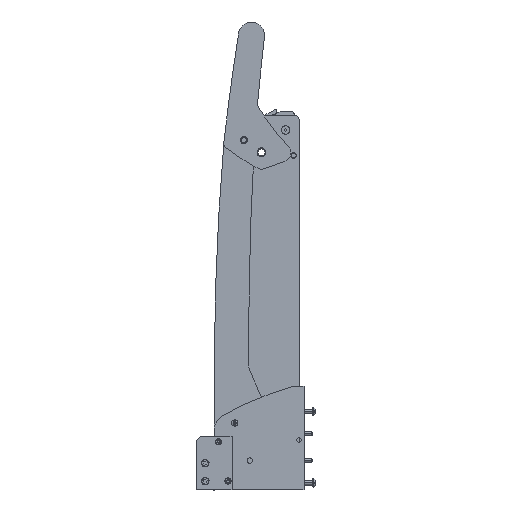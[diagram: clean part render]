
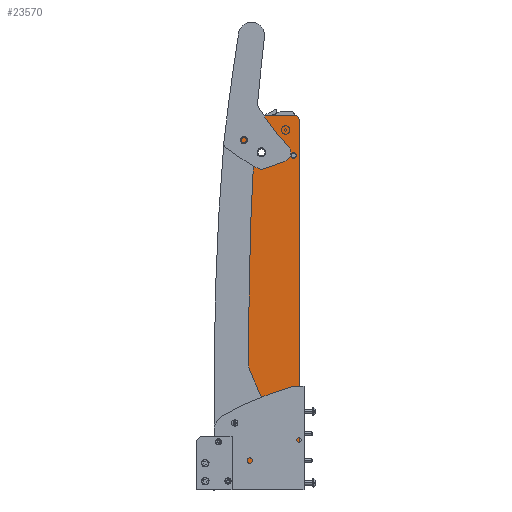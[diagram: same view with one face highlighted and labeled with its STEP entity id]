
A CAD part, left-side view. The second image highlights one B-rep face of the part: STEP entity #23570.
In plain terms, the highlighted face is planar.
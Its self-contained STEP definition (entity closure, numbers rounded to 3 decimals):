
#19 = EDGE_CURVE ( 'NONE', #469, #15006, #38324, .T. ) ;
#158 = CARTESIAN_POINT ( 'NONE',  ( -206.5, 40., -5. ) ) ;
#469 = VERTEX_POINT ( 'NONE', #16704 ) ;
#697 = CARTESIAN_POINT ( 'NONE',  ( -202.5, -40., -5. ) ) ;
#954 = EDGE_CURVE ( 'NONE', #469, #35785, #13108, .T. ) ;
#1962 = EDGE_LOOP ( 'NONE', ( #8678, #19626 ) ) ;
#2043 = VERTEX_POINT ( 'NONE', #9844 ) ;
#2057 = LINE ( 'NONE', #23658, #18470 ) ;
#2327 = CARTESIAN_POINT ( 'NONE',  ( 179.5, 0., -5. ) ) ;
#2663 = DIRECTION ( 'NONE',  ( -1., 0., 0. ) ) ;
#2866 = FACE_BOUND ( 'NONE', #19675, .T. ) ;
#3214 = VERTEX_POINT ( 'NONE', #697 ) ;
#3235 = ORIENTED_EDGE ( 'NONE', *, *, #27896, .F. ) ;
#4267 = CARTESIAN_POINT ( 'NONE',  ( 206.5, -40., -5. ) ) ;
#4428 = ORIENTED_EDGE ( 'NONE', *, *, #38943, .T. ) ;
#4670 = LINE ( 'NONE', #4267, #7859 ) ;
#4989 = CARTESIAN_POINT ( 'NONE',  ( 206.5, -36., -5. ) ) ;
#5464 = EDGE_CURVE ( 'NONE', #32086, #28154, #31923, .T. ) ;
#5648 = DIRECTION ( 'NONE',  ( 0., 0., -1. ) ) ;
#5854 = ORIENTED_EDGE ( 'NONE', *, *, #19, .F. ) ;
#5876 = CARTESIAN_POINT ( 'NONE',  ( -206.5, -40., -5. ) ) ;
#5968 = CARTESIAN_POINT ( 'NONE',  ( 206.5, 36., -5. ) ) ;
#6272 = DIRECTION ( 'NONE',  ( 1., 0., 0. ) ) ;
#6684 = VERTEX_POINT ( 'NONE', #33919 ) ;
#7012 = AXIS2_PLACEMENT_3D ( 'NONE', #27014, #29718, #7717 ) ;
#7186 = DIRECTION ( 'NONE',  ( -1., 0., 0. ) ) ;
#7357 = CIRCLE ( 'NONE', #9995, 4. ) ;
#7717 = DIRECTION ( 'NONE',  ( -1., 0., 0. ) ) ;
#7859 = VECTOR ( 'NONE', #10722, 1000. ) ;
#8324 = DIRECTION ( 'NONE',  ( 0., 0., -1. ) ) ;
#8678 = ORIENTED_EDGE ( 'NONE', *, *, #24055, .T. ) ;
#8932 = EDGE_CURVE ( 'NONE', #27642, #35785, #4670, .T. ) ;
#9381 = ORIENTED_EDGE ( 'NONE', *, *, #954, .T. ) ;
#9458 = DIRECTION ( 'NONE',  ( -1., 0., 0. ) ) ;
#9620 = DIRECTION ( 'NONE',  ( 0., -1., 0. ) ) ;
#9844 = CARTESIAN_POINT ( 'NONE',  ( -169.5, 2., -5. ) ) ;
#9939 = VERTEX_POINT ( 'NONE', #36901 ) ;
#9995 = AXIS2_PLACEMENT_3D ( 'NONE', #23167, #16502, #7186 ) ;
#10722 = DIRECTION ( 'NONE',  ( 0., 1., 0. ) ) ;
#11888 = AXIS2_PLACEMENT_3D ( 'NONE', #31438, #18563, #9458 ) ;
#12240 = FACE_BOUND ( 'NONE', #1962, .T. ) ;
#13108 = CIRCLE ( 'NONE', #31619, 4. ) ;
#13423 = DIRECTION ( 'NONE',  ( -1., 0., 0. ) ) ;
#15006 = VERTEX_POINT ( 'NONE', #25457 ) ;
#15324 = FACE_OUTER_BOUND ( 'NONE', #38868, .T. ) ;
#16502 = DIRECTION ( 'NONE',  ( 0., 0., -1. ) ) ;
#16704 = CARTESIAN_POINT ( 'NONE',  ( 202.5, 40., -5. ) ) ;
#16834 = CIRCLE ( 'NONE', #26144, 4. ) ;
#17389 = CIRCLE ( 'NONE', #19352, 3. ) ;
#17684 = VECTOR ( 'NONE', #9620, 1000. ) ;
#18470 = VECTOR ( 'NONE', #29899, 1000. ) ;
#18563 = DIRECTION ( 'NONE',  ( 0., 0., -1. ) ) ;
#18881 = EDGE_CURVE ( 'NONE', #28391, #15006, #29787, .T. ) ;
#19021 = ORIENTED_EDGE ( 'NONE', *, *, #32797, .T. ) ;
#19154 = ORIENTED_EDGE ( 'NONE', *, *, #34981, .F. ) ;
#19313 = AXIS2_PLACEMENT_3D ( 'NONE', #2327, #5648, #24339 ) ;
#19352 = AXIS2_PLACEMENT_3D ( 'NONE', #20554, #40311, #30148 ) ;
#19404 = CARTESIAN_POINT ( 'NONE',  ( -206.5, 40., -5. ) ) ;
#19626 = ORIENTED_EDGE ( 'NONE', *, *, #21853, .T. ) ;
#19675 = EDGE_LOOP ( 'NONE', ( #32141, #39313 ) ) ;
#20554 = CARTESIAN_POINT ( 'NONE',  ( 179.5, 0., -5. ) ) ;
#21853 = EDGE_CURVE ( 'NONE', #2043, #9939, #37209, .T. ) ;
#23167 = CARTESIAN_POINT ( 'NONE',  ( 202.5, -36., -5. ) ) ;
#23484 = DIRECTION ( 'NONE',  ( -1., 0., 0. ) ) ;
#23570 = ADVANCED_FACE ( 'NONE', ( #15324, #12240, #2866 ), #31098, .T. ) ;
#23658 = CARTESIAN_POINT ( 'NONE',  ( -206.5, -40., -5. ) ) ;
#24055 = EDGE_CURVE ( 'NONE', #9939, #2043, #16834, .T. ) ;
#24212 = CARTESIAN_POINT ( 'NONE',  ( 176.5, 0., -5. ) ) ;
#24339 = DIRECTION ( 'NONE',  ( -1., 0., 0. ) ) ;
#24923 = CIRCLE ( 'NONE', #7012, 4. ) ;
#25457 = CARTESIAN_POINT ( 'NONE',  ( -202.5, 40., -5. ) ) ;
#26110 = AXIS2_PLACEMENT_3D ( 'NONE', #158, #34817, #2663 ) ;
#26144 = AXIS2_PLACEMENT_3D ( 'NONE', #40304, #37576, #40519 ) ;
#26311 = ORIENTED_EDGE ( 'NONE', *, *, #8932, .F. ) ;
#27014 = CARTESIAN_POINT ( 'NONE',  ( -202.5, -36., -5. ) ) ;
#27642 = VERTEX_POINT ( 'NONE', #4989 ) ;
#27896 = EDGE_CURVE ( 'NONE', #3214, #31415, #2057, .T. ) ;
#28106 = DIRECTION ( 'NONE',  ( 0., 0., 1. ) ) ;
#28154 = VERTEX_POINT ( 'NONE', #38789 ) ;
#28360 = CARTESIAN_POINT ( 'NONE',  ( -206.5, 36., -5. ) ) ;
#28391 = VERTEX_POINT ( 'NONE', #28360 ) ;
#28486 = ORIENTED_EDGE ( 'NONE', *, *, #18881, .T. ) ;
#29718 = DIRECTION ( 'NONE',  ( 0., 0., -1. ) ) ;
#29787 = CIRCLE ( 'NONE', #11888, 4. ) ;
#29899 = DIRECTION ( 'NONE',  ( 1., 0., 0. ) ) ;
#30148 = DIRECTION ( 'NONE',  ( -1., 0., 0. ) ) ;
#31098 = PLANE ( 'NONE',  #26110 ) ;
#31200 = EDGE_CURVE ( 'NONE', #28154, #32086, #17389, .T. ) ;
#31406 = LINE ( 'NONE', #5876, #17684 ) ;
#31415 = VERTEX_POINT ( 'NONE', #35667 ) ;
#31438 = CARTESIAN_POINT ( 'NONE',  ( -202.5, 36., -5. ) ) ;
#31619 = AXIS2_PLACEMENT_3D ( 'NONE', #36549, #8324, #23484 ) ;
#31923 = CIRCLE ( 'NONE', #19313, 3. ) ;
#32086 = VERTEX_POINT ( 'NONE', #24212 ) ;
#32141 = ORIENTED_EDGE ( 'NONE', *, *, #5464, .F. ) ;
#32797 = EDGE_CURVE ( 'NONE', #3214, #6684, #24923, .T. ) ;
#33866 = AXIS2_PLACEMENT_3D ( 'NONE', #34489, #28106, #6272 ) ;
#33919 = CARTESIAN_POINT ( 'NONE',  ( -206.5, -36., -5. ) ) ;
#34489 = CARTESIAN_POINT ( 'NONE',  ( -165.5, 2., -5. ) ) ;
#34817 = DIRECTION ( 'NONE',  ( 0., 0., -1. ) ) ;
#34981 = EDGE_CURVE ( 'NONE', #28391, #6684, #31406, .T. ) ;
#35667 = CARTESIAN_POINT ( 'NONE',  ( 202.5, -40., -5. ) ) ;
#35785 = VERTEX_POINT ( 'NONE', #5968 ) ;
#36549 = CARTESIAN_POINT ( 'NONE',  ( 202.5, 36., -5. ) ) ;
#36901 = CARTESIAN_POINT ( 'NONE',  ( -161.5, 2., -5. ) ) ;
#37209 = CIRCLE ( 'NONE', #33866, 4. ) ;
#37520 = VECTOR ( 'NONE', #13423, 1000. ) ;
#37576 = DIRECTION ( 'NONE',  ( 0., 0., 1. ) ) ;
#38324 = LINE ( 'NONE', #19404, #37520 ) ;
#38789 = CARTESIAN_POINT ( 'NONE',  ( 182.5, 0., -5. ) ) ;
#38868 = EDGE_LOOP ( 'NONE', ( #26311, #4428, #3235, #19021, #19154, #28486, #5854, #9381 ) ) ;
#38943 = EDGE_CURVE ( 'NONE', #27642, #31415, #7357, .T. ) ;
#39313 = ORIENTED_EDGE ( 'NONE', *, *, #31200, .F. ) ;
#40304 = CARTESIAN_POINT ( 'NONE',  ( -165.5, 2., -5. ) ) ;
#40311 = DIRECTION ( 'NONE',  ( 0., 0., -1. ) ) ;
#40519 = DIRECTION ( 'NONE',  ( 1., 0., 0. ) ) ;
